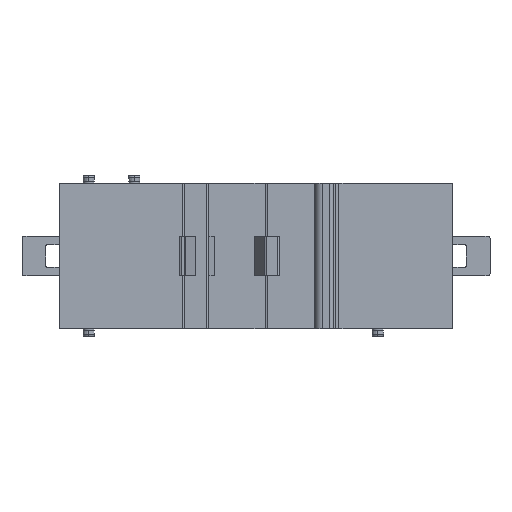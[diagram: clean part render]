
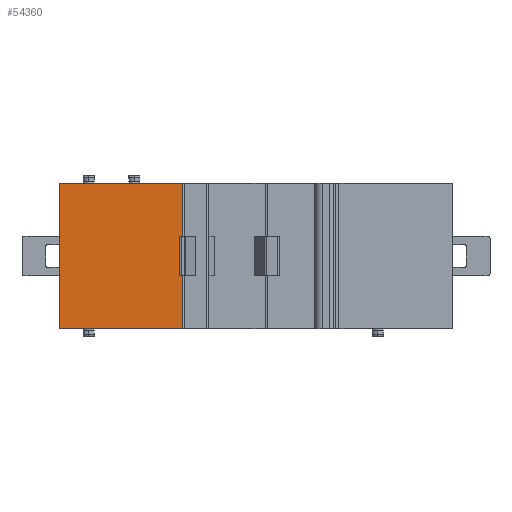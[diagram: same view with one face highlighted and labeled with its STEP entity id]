
A CAD part, front view. The second image highlights one B-rep face of the part: STEP entity #54360.
In plain terms, the highlighted planar face has unit normal (0, -1, 0).
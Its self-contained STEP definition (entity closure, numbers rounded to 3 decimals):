
#14990=CARTESIAN_POINT('',(7.,-53.,18.5));
#15000=VERTEX_POINT('',#14990);
#16180=CARTESIAN_POINT('',(7.,-53.,-18.5));
#16190=VERTEX_POINT('',#16180);
#16220=CARTESIAN_POINT('',(7.,-53.,
0.));
#16230=DIRECTION('',(0.,0.,1.));
#16240=VECTOR('',#16230,1.);
#16250=LINE('',#16220,#16240);
#16260=EDGE_CURVE('',#16190,#15000,#16250,.T.);
#53780=CARTESIAN_POINT('',(-18.5,-53.,-5.1));
#53790=DIRECTION('',(0.,1.,0.));
#53800=DIRECTION('',(1.,0.,0.));
#53810=AXIS2_PLACEMENT_3D('',#53780,#53790,#53800);
#53820=PLANE('',#53810);
#53830=CARTESIAN_POINT('',(-24.4,-53.,0.)
);
#53840=DIRECTION('',(0.,0.,-1.));
#53850=VECTOR('',#53840,1.);
#53860=LINE('',#53830,#53850);
#53870=CARTESIAN_POINT('',(-24.4,-53.,-5.));
#53880=VERTEX_POINT('',#53870);
#53890=CARTESIAN_POINT('',(-24.4,-53.,-18.5));
#53900=VERTEX_POINT('',#53890);
#53910=EDGE_CURVE('',#53880,#53900,#53860,.T.);
#53920=ORIENTED_EDGE('',*,*,#53910,.T.);
#53930=CARTESIAN_POINT('',(-15.,-53.,-5.));
#53940=DIRECTION('',(-1.,0.,0.));
#53950=VECTOR('',#53940,1.);
#53960=LINE('',#53930,#53950);
#53970=CARTESIAN_POINT('',(-23.5,-53.,-5.));
#53980=VERTEX_POINT('',#53970);
#53990=EDGE_CURVE('',#53980,#53880,#53960,.T.);
#54000=ORIENTED_EDGE('',*,*,#53990,.T.);
#54010=CARTESIAN_POINT('',(-23.5,-53.,0.))
;
#54020=DIRECTION('',(0.,0.,1.));
#54030=VECTOR('',#54020,1.);
#54040=LINE('',#54010,#54030);
#54050=CARTESIAN_POINT('',(-23.5,-53.,5.));
#54060=VERTEX_POINT('',#54050);
#54070=EDGE_CURVE('',#53980,#54060,#54040,.T.);
#54080=ORIENTED_EDGE('',*,*,#54070,.F.);
#54090=CARTESIAN_POINT('',(-15.,-53.,5.));
#54100=DIRECTION('',(-1.,0.,0.));
#54110=VECTOR('',#54100,1.);
#54120=LINE('',#54090,#54110);
#54130=CARTESIAN_POINT('',(-24.4,-53.,5.));
#54140=VERTEX_POINT('',#54130);
#54150=EDGE_CURVE('',#54060,#54140,#54120,.T.);
#54160=ORIENTED_EDGE('',*,*,#54150,.F.);
#54170=CARTESIAN_POINT('',(-24.4,-53.,18.5));
#54180=VERTEX_POINT('',#54170);
#54190=EDGE_CURVE('',#54180,#54140,#53860,.T.);
#54200=ORIENTED_EDGE('',*,*,#54190,.T.);
#54210=CARTESIAN_POINT('',(-15.,-53.,18.5));
#54220=DIRECTION('',(-1.,0.,0.));
#54230=VECTOR('',#54220,1.);
#54240=LINE('',#54210,#54230);
#54250=EDGE_CURVE('',#15000,#54180,#54240,.T.);
#54260=ORIENTED_EDGE('',*,*,#54250,.T.);
#54270=ORIENTED_EDGE('',*,*,#16260,.T.);
#54280=CARTESIAN_POINT('',(-15.,-53.,-18.5));
#54290=DIRECTION('',(-1.,0.,0.));
#54300=VECTOR('',#54290,1.);
#54310=LINE('',#54280,#54300);
#54320=EDGE_CURVE('',#16190,#53900,#54310,.T.);
#54330=ORIENTED_EDGE('',*,*,#54320,.F.);
#54340=EDGE_LOOP('',(#54330,#54270,#54260,#54200,#54160,#54080,#54000,
#53920));
#54350=FACE_OUTER_BOUND('',#54340,.T.);
#54360=ADVANCED_FACE('',(#54350),#53820,.F.);
